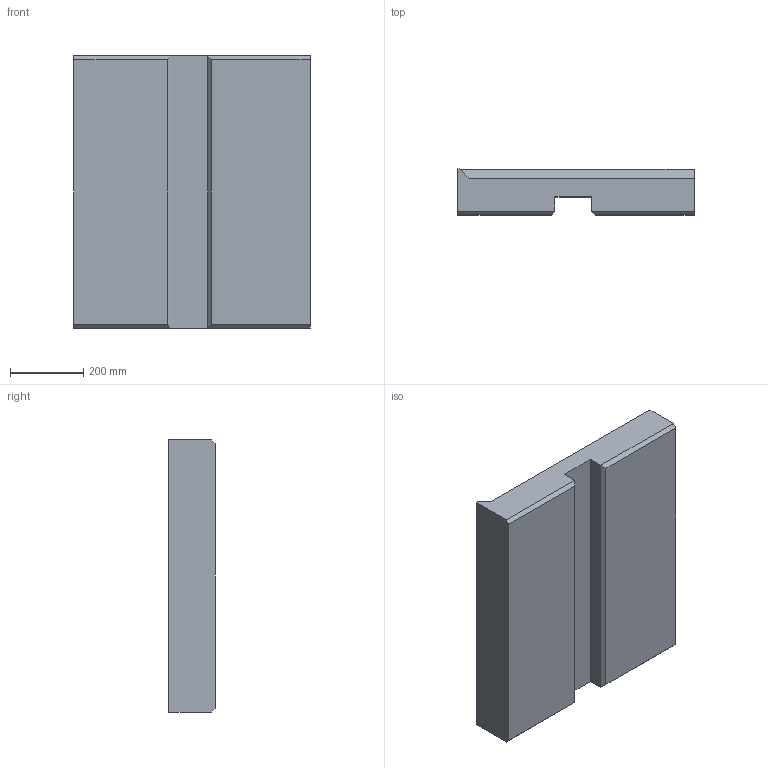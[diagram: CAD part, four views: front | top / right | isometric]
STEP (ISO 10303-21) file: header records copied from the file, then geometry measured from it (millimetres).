
FILE_DESCRIPTION(/* description */ (''),/* implementation_level */ '2;1');
FILE_NAME(/* name */ 'MRD - Rouleaux - Trans 3.stp',/* time_stamp */ '2025-02-28T13:39:51+01:00',/* author */ ('Benjamin.FOLTZER'),/* organization */ (''),/* preprocessor_version */ 'ST-DEVELOPER v20',/* originating_system */ 'Autodesk Inventor 2024',/* authorisation */ '');
FILE_SCHEMA (('AUTOMOTIVE_DESIGN { 1 0 10303 214 3 1 1 }'));
Length unit declared in the file: millimetre
Products named in the file (1): MRD - Rouleaux - Trans 3
Bounding box: 645 x 126.5 x 743 mm (x, y, z)
Volume: 41066416.9 mm3; surface area: 1639416.5 mm2
Topology: 1 solids, 1 shells, 289 faces, 622 edges, 407 vertices
Faces by surface type: plane 200, cylinder 89
Entity records: 8279 total; most frequent: DIRECTION 1400, CARTESIAN_POINT 1323, ORIENTED_EDGE 1252, EDGE_CURVE 626, AXIS2_PLACEMENT_3D 484, LINE 432, VECTOR 432, VERTEX_POINT 407
